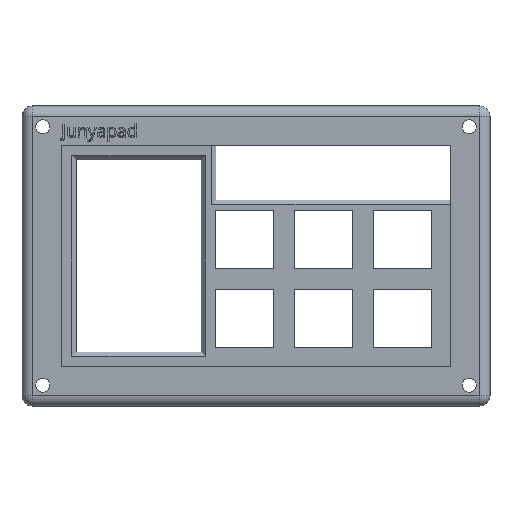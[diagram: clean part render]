
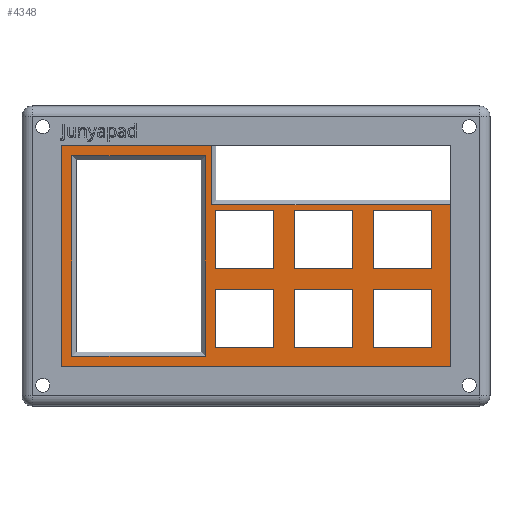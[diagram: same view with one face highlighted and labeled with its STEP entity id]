
A CAD part, top view. The second image highlights one B-rep face of the part: STEP entity #4348.
In plain terms, the highlighted planar face has unit normal (0, 0, 1).
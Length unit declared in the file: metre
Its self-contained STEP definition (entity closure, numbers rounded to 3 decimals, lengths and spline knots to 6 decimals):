
#305=LINE('',#6233,#742);
#306=LINE('',#6236,#743);
#307=LINE('',#6238,#744);
#308=LINE('',#6240,#745);
#309=LINE('',#6241,#746);
#310=LINE('',#6244,#747);
#311=LINE('',#6246,#748);
#312=LINE('',#6248,#749);
#313=LINE('',#6250,#750);
#314=LINE('',#6252,#751);
#315=LINE('',#6253,#752);
#316=LINE('',#6256,#753);
#317=LINE('',#6258,#754);
#318=LINE('',#6260,#755);
#319=LINE('',#6261,#756);
#320=LINE('',#6264,#757);
#321=LINE('',#6266,#758);
#322=LINE('',#6268,#759);
#323=LINE('',#6269,#760);
#324=LINE('',#6272,#761);
#325=LINE('',#6274,#762);
#326=LINE('',#6276,#763);
#327=LINE('',#6277,#764);
#328=LINE('',#6280,#765);
#329=LINE('',#6282,#766);
#330=LINE('',#6284,#767);
#331=LINE('',#6285,#768);
#332=LINE('',#6288,#769);
#333=LINE('',#6290,#770);
#334=LINE('',#6292,#771);
#335=LINE('',#6293,#772);
#336=LINE('',#6296,#773);
#337=LINE('',#6298,#774);
#338=LINE('',#6300,#775);
#742=VECTOR('',#5020,1.);
#743=VECTOR('',#5021,1.);
#744=VECTOR('',#5022,1.);
#745=VECTOR('',#5023,1.);
#746=VECTOR('',#5024,1.);
#747=VECTOR('',#5025,1.);
#748=VECTOR('',#5026,1.);
#749=VECTOR('',#5027,1.);
#750=VECTOR('',#5028,1.);
#751=VECTOR('',#5029,1.);
#752=VECTOR('',#5030,1.);
#753=VECTOR('',#5031,1.);
#754=VECTOR('',#5032,1.);
#755=VECTOR('',#5033,1.);
#756=VECTOR('',#5034,1.);
#757=VECTOR('',#5035,1.);
#758=VECTOR('',#5036,1.);
#759=VECTOR('',#5037,1.);
#760=VECTOR('',#5038,1.);
#761=VECTOR('',#5039,1.);
#762=VECTOR('',#5040,1.);
#763=VECTOR('',#5041,1.);
#764=VECTOR('',#5042,1.);
#765=VECTOR('',#5043,1.);
#766=VECTOR('',#5044,1.);
#767=VECTOR('',#5045,1.);
#768=VECTOR('',#5046,1.);
#769=VECTOR('',#5047,1.);
#770=VECTOR('',#5048,1.);
#771=VECTOR('',#5049,1.);
#772=VECTOR('',#5050,1.);
#773=VECTOR('',#5051,1.);
#774=VECTOR('',#5052,1.);
#775=VECTOR('',#5053,1.);
#1264=ORIENTED_EDGE('',*,*,#2590,.T.);
#1265=ORIENTED_EDGE('',*,*,#2591,.T.);
#1266=ORIENTED_EDGE('',*,*,#2592,.T.);
#1267=ORIENTED_EDGE('',*,*,#2593,.T.);
#1268=ORIENTED_EDGE('',*,*,#2594,.F.);
#1269=ORIENTED_EDGE('',*,*,#2595,.T.);
#1270=ORIENTED_EDGE('',*,*,#2596,.T.);
#1271=ORIENTED_EDGE('',*,*,#2597,.T.);
#1272=ORIENTED_EDGE('',*,*,#2598,.T.);
#1273=ORIENTED_EDGE('',*,*,#2599,.F.);
#1274=ORIENTED_EDGE('',*,*,#2600,.F.);
#1275=ORIENTED_EDGE('',*,*,#2601,.T.);
#1276=ORIENTED_EDGE('',*,*,#2602,.T.);
#1277=ORIENTED_EDGE('',*,*,#2603,.F.);
#1278=ORIENTED_EDGE('',*,*,#2604,.F.);
#1279=ORIENTED_EDGE('',*,*,#2605,.T.);
#1280=ORIENTED_EDGE('',*,*,#2606,.T.);
#1281=ORIENTED_EDGE('',*,*,#2607,.F.);
#1282=ORIENTED_EDGE('',*,*,#2608,.F.);
#1283=ORIENTED_EDGE('',*,*,#2609,.T.);
#1284=ORIENTED_EDGE('',*,*,#2610,.T.);
#1285=ORIENTED_EDGE('',*,*,#2611,.F.);
#1286=ORIENTED_EDGE('',*,*,#2612,.F.);
#1287=ORIENTED_EDGE('',*,*,#2613,.T.);
#1288=ORIENTED_EDGE('',*,*,#2614,.T.);
#1289=ORIENTED_EDGE('',*,*,#2615,.F.);
#1290=ORIENTED_EDGE('',*,*,#2616,.F.);
#1291=ORIENTED_EDGE('',*,*,#2617,.T.);
#1292=ORIENTED_EDGE('',*,*,#2618,.T.);
#1293=ORIENTED_EDGE('',*,*,#2619,.F.);
#1294=ORIENTED_EDGE('',*,*,#2620,.F.);
#1295=ORIENTED_EDGE('',*,*,#2621,.T.);
#1296=ORIENTED_EDGE('',*,*,#2622,.T.);
#1297=ORIENTED_EDGE('',*,*,#2623,.F.);
#2590=EDGE_CURVE('',#3253,#3254,#305,.T.);
#2591=EDGE_CURVE('',#3254,#3255,#306,.T.);
#2592=EDGE_CURVE('',#3255,#3256,#307,.T.);
#2593=EDGE_CURVE('',#3256,#3253,#308,.T.);
#2594=EDGE_CURVE('',#3257,#3258,#309,.T.);
#2595=EDGE_CURVE('',#3257,#3259,#310,.T.);
#2596=EDGE_CURVE('',#3259,#3260,#311,.T.);
#2597=EDGE_CURVE('',#3260,#3261,#312,.T.);
#2598=EDGE_CURVE('',#3261,#3262,#313,.T.);
#2599=EDGE_CURVE('',#3258,#3262,#314,.T.);
#2600=EDGE_CURVE('',#3263,#3264,#315,.T.);
#2601=EDGE_CURVE('',#3263,#3265,#316,.T.);
#2602=EDGE_CURVE('',#3265,#3266,#317,.T.);
#2603=EDGE_CURVE('',#3264,#3266,#318,.T.);
#2604=EDGE_CURVE('',#3267,#3268,#319,.T.);
#2605=EDGE_CURVE('',#3267,#3269,#320,.T.);
#2606=EDGE_CURVE('',#3269,#3270,#321,.T.);
#2607=EDGE_CURVE('',#3268,#3270,#322,.T.);
#2608=EDGE_CURVE('',#3271,#3272,#323,.T.);
#2609=EDGE_CURVE('',#3271,#3273,#324,.T.);
#2610=EDGE_CURVE('',#3273,#3274,#325,.T.);
#2611=EDGE_CURVE('',#3272,#3274,#326,.T.);
#2612=EDGE_CURVE('',#3275,#3276,#327,.T.);
#2613=EDGE_CURVE('',#3275,#3277,#328,.T.);
#2614=EDGE_CURVE('',#3277,#3278,#329,.T.);
#2615=EDGE_CURVE('',#3276,#3278,#330,.T.);
#2616=EDGE_CURVE('',#3279,#3280,#331,.T.);
#2617=EDGE_CURVE('',#3279,#3281,#332,.T.);
#2618=EDGE_CURVE('',#3281,#3282,#333,.T.);
#2619=EDGE_CURVE('',#3280,#3282,#334,.T.);
#2620=EDGE_CURVE('',#3283,#3284,#335,.T.);
#2621=EDGE_CURVE('',#3283,#3285,#336,.T.);
#2622=EDGE_CURVE('',#3285,#3286,#337,.T.);
#2623=EDGE_CURVE('',#3284,#3286,#338,.T.);
#3253=VERTEX_POINT('',#6234);
#3254=VERTEX_POINT('',#6235);
#3255=VERTEX_POINT('',#6237);
#3256=VERTEX_POINT('',#6239);
#3257=VERTEX_POINT('',#6242);
#3258=VERTEX_POINT('',#6243);
#3259=VERTEX_POINT('',#6245);
#3260=VERTEX_POINT('',#6247);
#3261=VERTEX_POINT('',#6249);
#3262=VERTEX_POINT('',#6251);
#3263=VERTEX_POINT('',#6254);
#3264=VERTEX_POINT('',#6255);
#3265=VERTEX_POINT('',#6257);
#3266=VERTEX_POINT('',#6259);
#3267=VERTEX_POINT('',#6262);
#3268=VERTEX_POINT('',#6263);
#3269=VERTEX_POINT('',#6265);
#3270=VERTEX_POINT('',#6267);
#3271=VERTEX_POINT('',#6270);
#3272=VERTEX_POINT('',#6271);
#3273=VERTEX_POINT('',#6273);
#3274=VERTEX_POINT('',#6275);
#3275=VERTEX_POINT('',#6278);
#3276=VERTEX_POINT('',#6279);
#3277=VERTEX_POINT('',#6281);
#3278=VERTEX_POINT('',#6283);
#3279=VERTEX_POINT('',#6286);
#3280=VERTEX_POINT('',#6287);
#3281=VERTEX_POINT('',#6289);
#3282=VERTEX_POINT('',#6291);
#3283=VERTEX_POINT('',#6294);
#3284=VERTEX_POINT('',#6295);
#3285=VERTEX_POINT('',#6297);
#3286=VERTEX_POINT('',#6299);
#3684=EDGE_LOOP('',(#1264,#1265,#1266,#1267));
#3685=EDGE_LOOP('',(#1268,#1269,#1270,#1271,#1272,#1273));
#3686=EDGE_LOOP('',(#1274,#1275,#1276,#1277));
#3687=EDGE_LOOP('',(#1278,#1279,#1280,#1281));
#3688=EDGE_LOOP('',(#1282,#1283,#1284,#1285));
#3689=EDGE_LOOP('',(#1286,#1287,#1288,#1289));
#3690=EDGE_LOOP('',(#1290,#1291,#1292,#1293));
#3691=EDGE_LOOP('',(#1294,#1295,#1296,#1297));
#3966=FACE_BOUND('',#3684,.T.);
#3967=FACE_BOUND('',#3685,.T.);
#3968=FACE_BOUND('',#3686,.T.);
#3969=FACE_BOUND('',#3687,.T.);
#3970=FACE_BOUND('',#3688,.T.);
#3971=FACE_BOUND('',#3689,.T.);
#3972=FACE_BOUND('',#3690,.T.);
#3973=FACE_BOUND('',#3691,.T.);
#4223=PLANE('',#4638);
#4348=ADVANCED_FACE('',(#3966,#3967,#3968,#3969,#3970,#3971,#3972,#3973),
#4223,.T.);
#4638=AXIS2_PLACEMENT_3D('',#6232,#5018,#5019);
#5018=DIRECTION('',(0.,0.,1.));
#5019=DIRECTION('',(1.,0.,0.));
#5020=DIRECTION('',(1.,0.,0.));
#5021=DIRECTION('',(0.,-1.,0.));
#5022=DIRECTION('',(-1.,0.,0.));
#5023=DIRECTION('',(0.,1.,0.));
#5024=DIRECTION('',(0.,-1.,0.));
#5025=DIRECTION('',(-1.,0.,0.));
#5026=DIRECTION('',(0.,1.,0.));
#5027=DIRECTION('',(-1.,0.,0.));
#5028=DIRECTION('',(0.,-1.,0.));
#5029=DIRECTION('',(-1.,0.,0.));
#5030=DIRECTION('',(0.,-1.,0.));
#5031=DIRECTION('',(1.,0.,0.));
#5032=DIRECTION('',(0.,-1.,0.));
#5033=DIRECTION('',(1.,0.,0.));
#5034=DIRECTION('',(0.,1.,0.));
#5035=DIRECTION('',(-1.,0.,0.));
#5036=DIRECTION('',(0.,1.,0.));
#5037=DIRECTION('',(-1.,0.,0.));
#5038=DIRECTION('',(-1.,0.,0.));
#5039=DIRECTION('',(0.,-1.,0.));
#5040=DIRECTION('',(-1.,0.,0.));
#5041=DIRECTION('',(0.,-1.,0.));
#5042=DIRECTION('',(0.,-1.,0.));
#5043=DIRECTION('',(1.,0.,0.));
#5044=DIRECTION('',(0.,-1.,0.));
#5045=DIRECTION('',(1.,0.,0.));
#5046=DIRECTION('',(1.,0.,0.));
#5047=DIRECTION('',(0.,1.,0.));
#5048=DIRECTION('',(1.,0.,0.));
#5049=DIRECTION('',(0.,1.,0.));
#5050=DIRECTION('',(0.,-1.,0.));
#5051=DIRECTION('',(1.,0.,0.));
#5052=DIRECTION('',(0.,-1.,0.));
#5053=DIRECTION('',(1.,0.,0.));
#6232=CARTESIAN_POINT('',(0.,0.,0.0015));
#6233=CARTESIAN_POINT('',(0.,0.024168,0.0015));
#6234=CARTESIAN_POINT('',(-0.044409,0.024168,0.0015));
#6235=CARTESIAN_POINT('',(-0.012218,0.024168,0.0015));
#6236=CARTESIAN_POINT('',(-0.012218,0.,0.0015));
#6237=CARTESIAN_POINT('',(-0.012218,-0.024168,0.0015));
#6238=CARTESIAN_POINT('',(-0.043409,-0.024168,0.0015));
#6239=CARTESIAN_POINT('',(-0.044409,-0.024168,0.0015));
#6240=CARTESIAN_POINT('',(-0.044409,0.023168,0.0015));
#6241=CARTESIAN_POINT('',(0.046935,-0.006643,0.0015));
#6242=CARTESIAN_POINT('',(0.046935,0.012408,0.0015));
#6243=CARTESIAN_POINT('',(0.046935,-0.026694,0.0015));
#6244=CARTESIAN_POINT('',(-0.009692,0.012408,0.0015));
#6245=CARTESIAN_POINT('',(-0.010692,0.012408,0.0015));
#6246=CARTESIAN_POINT('',(-0.010692,0.026694,0.0015));
#6247=CARTESIAN_POINT('',(-0.010692,0.026694,0.0015));
#6248=CARTESIAN_POINT('',(-0.028313,0.026694,0.0015));
#6249=CARTESIAN_POINT('',(-0.046935,0.026694,0.0015));
#6250=CARTESIAN_POINT('',(-0.046935,0.,0.0015));
#6251=CARTESIAN_POINT('',(-0.046935,-0.026694,0.0015));
#6252=CARTESIAN_POINT('',(0.,-0.026694,0.0015));
#6253=CARTESIAN_POINT('',(-0.009692,0.003882,0.0015));
#6254=CARTESIAN_POINT('',(-0.009692,0.010882,0.0015));
#6255=CARTESIAN_POINT('',(-0.009692,-0.003118,0.0015));
#6256=CARTESIAN_POINT('',(-0.002692,0.010882,0.0015));
#6257=CARTESIAN_POINT('',(0.004309,0.010882,0.0015));
#6258=CARTESIAN_POINT('',(0.004309,0.003882,0.0015));
#6259=CARTESIAN_POINT('',(0.004309,-0.003118,0.0015));
#6260=CARTESIAN_POINT('',(-0.002692,-0.003118,0.0015));
#6261=CARTESIAN_POINT('',(0.042409,-0.015168,0.0015));
#6262=CARTESIAN_POINT('',(0.042409,-0.022168,0.0015));
#6263=CARTESIAN_POINT('',(0.042409,-0.008168,0.0015));
#6264=CARTESIAN_POINT('',(0.035409,-0.022168,0.0015));
#6265=CARTESIAN_POINT('',(0.028409,-0.022168,0.0015));
#6266=CARTESIAN_POINT('',(0.028409,-0.015168,0.0015));
#6267=CARTESIAN_POINT('',(0.028409,-0.008168,0.0015));
#6268=CARTESIAN_POINT('',(0.035409,-0.008168,0.0015));
#6269=CARTESIAN_POINT('',(0.016359,-0.008168,0.0015));
#6270=CARTESIAN_POINT('',(0.023359,-0.008168,0.0015));
#6271=CARTESIAN_POINT('',(0.009359,-0.008168,0.0015));
#6272=CARTESIAN_POINT('',(0.023359,-0.015168,0.0015));
#6273=CARTESIAN_POINT('',(0.023359,-0.022168,0.0015));
#6274=CARTESIAN_POINT('',(0.016359,-0.022168,0.0015));
#6275=CARTESIAN_POINT('',(0.009359,-0.022168,0.0015));
#6276=CARTESIAN_POINT('',(0.009359,-0.015168,0.0015));
#6277=CARTESIAN_POINT('',(-0.009692,-0.015168,0.0015));
#6278=CARTESIAN_POINT('',(-0.009692,-0.008168,0.0015));
#6279=CARTESIAN_POINT('',(-0.009692,-0.022168,0.0015));
#6280=CARTESIAN_POINT('',(-0.002692,-0.008168,0.0015));
#6281=CARTESIAN_POINT('',(0.004309,-0.008168,0.0015));
#6282=CARTESIAN_POINT('',(0.004309,-0.015168,0.0015));
#6283=CARTESIAN_POINT('',(0.004309,-0.022168,0.0015));
#6284=CARTESIAN_POINT('',(-0.002692,-0.022168,0.0015));
#6285=CARTESIAN_POINT('',(0.035409,-0.003118,0.0015));
#6286=CARTESIAN_POINT('',(0.028409,-0.003118,0.0015));
#6287=CARTESIAN_POINT('',(0.042409,-0.003118,0.0015));
#6288=CARTESIAN_POINT('',(0.028409,0.003882,0.0015));
#6289=CARTESIAN_POINT('',(0.028409,0.010882,0.0015));
#6290=CARTESIAN_POINT('',(0.035409,0.010882,0.0015));
#6291=CARTESIAN_POINT('',(0.042409,0.010882,0.0015));
#6292=CARTESIAN_POINT('',(0.042409,0.003882,0.0015));
#6293=CARTESIAN_POINT('',(0.009359,0.003882,0.0015));
#6294=CARTESIAN_POINT('',(0.009359,0.010882,0.0015));
#6295=CARTESIAN_POINT('',(0.009359,-0.003118,0.0015));
#6296=CARTESIAN_POINT('',(0.016359,0.010882,0.0015));
#6297=CARTESIAN_POINT('',(0.023359,0.010882,0.0015));
#6298=CARTESIAN_POINT('',(0.023359,0.003882,0.0015));
#6299=CARTESIAN_POINT('',(0.023359,-0.003118,0.0015));
#6300=CARTESIAN_POINT('',(0.016359,-0.003118,0.0015));
